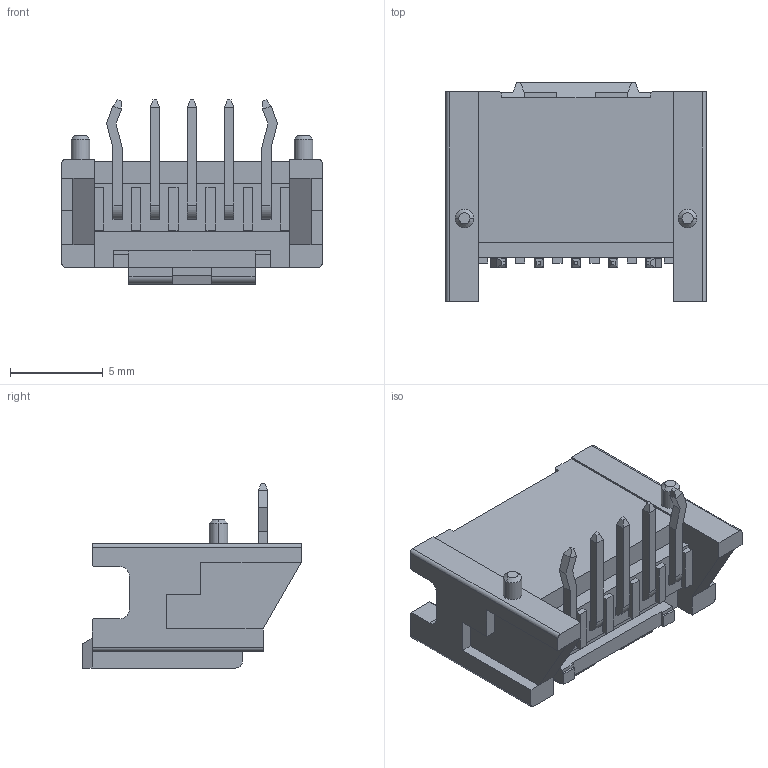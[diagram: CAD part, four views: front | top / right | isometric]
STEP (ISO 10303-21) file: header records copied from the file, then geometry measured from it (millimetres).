
FILE_DESCRIPTION((''),'2;1');
FILE_NAME('559350510','2016-09-16T',('gsharma'),(''),'PRO/ENGINEER BY PARAMETRIC TECHNOLOGY CORPORATION, 2012310','PRO/ENGINEER BY PARAMETRIC TECHNOLOGY CORPORATION, 2012310','');
FILE_SCHEMA(('CONFIG_CONTROL_DESIGN'));
Length unit declared in the file: millimetre
Products named in the file (1): 559350510
Bounding box: 14 x 11.75 x 9.9 mm (x, y, z)
Volume: 350.5 mm3; surface area: 961 mm2
Topology: 1 solids, 1 shells, 325 faces, 864 edges, 564 vertices
Faces by surface type: plane 277, cylinder 32, cone 16
Entity records: 9868 total; most frequent: CARTESIAN_POINT 1722, ORIENTED_EDGE 1682, DIRECTION 1610, EDGE_CURVE 841, VECTOR 770, LINE 770, VERTEX_POINT 532, AXIS2_PLACEMENT_3D 420
